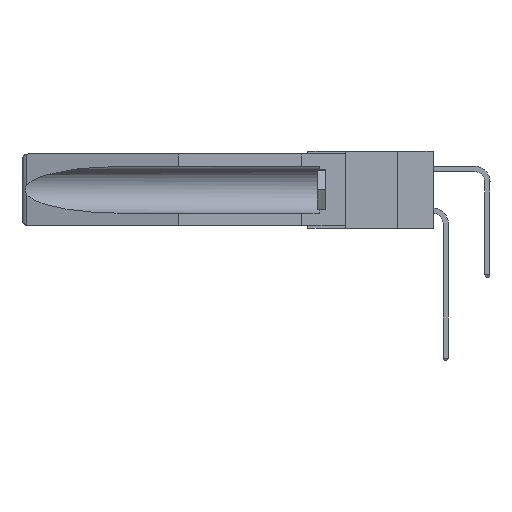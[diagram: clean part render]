
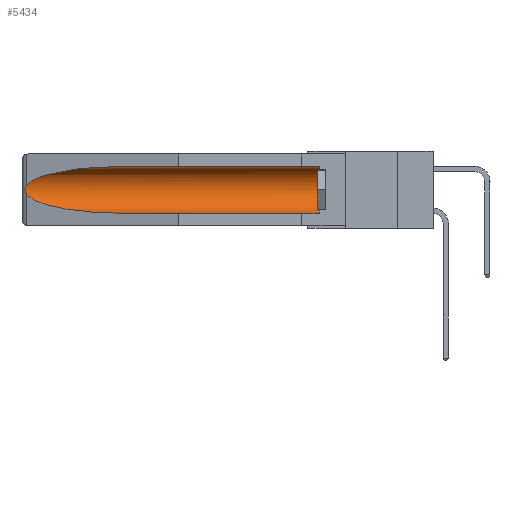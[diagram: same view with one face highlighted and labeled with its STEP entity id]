
A CAD part, left-side view. The second image highlights one B-rep face of the part: STEP entity #5434.
In plain terms, the highlighted cylindrical face has radius 2.857 mm (diameter 5.715 mm), a partial arc.
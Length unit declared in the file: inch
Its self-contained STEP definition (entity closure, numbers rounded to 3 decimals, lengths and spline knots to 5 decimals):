
#211 = CARTESIAN_POINT ( 'NONE',  ( 0.26597, 1.5296, -0.19026 ) ) ;
#298 = CARTESIAN_POINT ( 'NONE',  ( 0.26537, 1.52718, -0.14972 ) ) ;
#391 = CARTESIAN_POINT ( 'NONE',  ( 0.2675, 1.53308, -0.17534 ) ) ;
#731 = EDGE_CURVE ( 'NONE', #21084, #9660, #8519, .T. ) ;
#1082 = CARTESIAN_POINT ( 'NONE',  ( 0.155, 1.07973, -0.059 ) ) ;
#1672 = EDGE_CURVE ( 'NONE', #10520, #18078, #22275, .T. ) ;
#1885 = AXIS2_PLACEMENT_3D ( 'NONE', #15391, #19663, #7099 ) ;
#1904 = DIRECTION ( 'NONE',  ( 0., -1., 0. ) ) ;
#2083 = CARTESIAN_POINT ( 'NONE',  ( 0.155, 1.07973, -0.284 ) ) ;
#2544 = CARTESIAN_POINT ( 'NONE',  ( 0.26654, 1.53092, -0.15636 ) ) ;
#2841 = EDGE_CURVE ( 'NONE', #23559, #21084, #21165, .T. ) ;
#3746 = DIRECTION ( 'NONE',  ( 0., 1., 0. ) ) ;
#3887 = ORIENTED_EDGE ( 'NONE', *, *, #731, .T. ) ;
#5434 = ADVANCED_FACE ( 'NONE', ( #10599 ), #25092, .F. ) ;
#6265 = ORIENTED_EDGE ( 'NONE', *, *, #22571, .T. ) ;
#6484 = CARTESIAN_POINT ( 'NONE',  ( 0.25451, 1.48313, -0.24835 ) ) ;
#7099 = DIRECTION ( 'NONE',  ( 0., 0., 1. ) ) ;
#7429 = VERTEX_POINT ( 'NONE', #10835 ) ;
#8519 =( BOUNDED_CURVE ( )  B_SPLINE_CURVE ( 3, ( #21610, #15206, #13064, #25755 ),
 .UNSPECIFIED., .F., .F. ) 
 B_SPLINE_CURVE_WITH_KNOTS ( ( 4, 4 ),
 ( 4.71239, 6.08839 ),
 .UNSPECIFIED. ) 
 CURVE ( )  GEOMETRIC_REPRESENTATION_ITEM ( )  RATIONAL_B_SPLINE_CURVE ( ( 1., 0.848, 0.848, 1. ) ) 
 REPRESENTATION_ITEM ( '' )  );
#8761 = CARTESIAN_POINT ( 'NONE',  ( 0.26655, 1.53094, -0.18657 ) ) ;
#8805 = CARTESIAN_POINT ( 'NONE',  ( 0.21114, 1.30732, -0.284 ) ) ;
#9206 = ORIENTED_EDGE ( 'NONE', *, *, #23225, .F. ) ;
#9658 = VECTOR ( 'NONE', #3746, 39.37008 ) ;
#9660 = VERTEX_POINT ( 'NONE', #17036 ) ;
#10520 = VERTEX_POINT ( 'NONE', #16519 ) ;
#10599 = FACE_OUTER_BOUND ( 'NONE', #27257, .T. ) ;
#10835 = CARTESIAN_POINT ( 'NONE',  ( 0.155, 0.126, -0.284 ) ) ;
#11710 = CARTESIAN_POINT ( 'NONE',  ( 0.155, -0.30754, -0.284 ) ) ;
#11747 = EDGE_CURVE ( 'NONE', #9660, #10520, #16034, .T. ) ;
#12287 = CARTESIAN_POINT ( 'NONE',  ( 0.155, -0.30754, -0.059 ) ) ;
#13064 = CARTESIAN_POINT ( 'NONE',  ( 0.25451, 1.48313, -0.09465 ) ) ;
#13684 = ORIENTED_EDGE ( 'NONE', *, *, #11747, .T. ) ;
#13833 = DIRECTION ( 'NONE',  ( 0., 1., 0. ) ) ;
#14335 = AXIS2_PLACEMENT_3D ( 'NONE', #14366, #1904, #20661 ) ;
#14366 = CARTESIAN_POINT ( 'NONE',  ( 0.155, 0.126, -0.1715 ) ) ;
#15206 = CARTESIAN_POINT ( 'NONE',  ( 0.21114, 1.30732, -0.059 ) ) ;
#15391 = CARTESIAN_POINT ( 'NONE',  ( 0.155, -0.30754, -0.1715 ) ) ;
#16034 = B_SPLINE_CURVE_WITH_KNOTS ( 'NONE', 3,
 ( #298, #19389, #2544, #23528, #23163, #391, #17311, #8761, #211, #17222 ),
 .UNSPECIFIED., .F., .F.,
 ( 4, 2, 2, 2, 4 ),
 ( 0., 0.00029, 0.00058, 0.00087, 0.00117 ),
 .UNSPECIFIED. ) ;
#16363 = CIRCLE ( 'NONE', #14335, 0.1125 ) ;
#16519 = CARTESIAN_POINT ( 'NONE',  ( 0.26537, 1.52718, -0.19328 ) ) ;
#17010 = ORIENTED_EDGE ( 'NONE', *, *, #2841, .T. ) ;
#17036 = CARTESIAN_POINT ( 'NONE',  ( 0.26537, 1.52718, -0.14972 ) ) ;
#17222 = CARTESIAN_POINT ( 'NONE',  ( 0.26537, 1.52718, -0.19328 ) ) ;
#17311 = CARTESIAN_POINT ( 'NONE',  ( 0.2673, 1.53269, -0.17917 ) ) ;
#18078 = VERTEX_POINT ( 'NONE', #2083 ) ;
#19269 = ORIENTED_EDGE ( 'NONE', *, *, #1672, .T. ) ;
#19389 = CARTESIAN_POINT ( 'NONE',  ( 0.26597, 1.52961, -0.15275 ) ) ;
#19663 = DIRECTION ( 'NONE',  ( 0., 1., 0. ) ) ;
#20029 = CARTESIAN_POINT ( 'NONE',  ( 0.155, 0.126, -0.059 ) ) ;
#20661 = DIRECTION ( 'NONE',  ( 0., 0., 1. ) ) ;
#21084 = VERTEX_POINT ( 'NONE', #1082 ) ;
#21165 = LINE ( 'NONE', #12287, #9658 ) ;
#21610 = CARTESIAN_POINT ( 'NONE',  ( 0.155, 1.07973, -0.059 ) ) ;
#22275 =( BOUNDED_CURVE ( )  B_SPLINE_CURVE ( 3, ( #25331, #6484, #8805, #23120 ),
 .UNSPECIFIED., .F., .F. ) 
 B_SPLINE_CURVE_WITH_KNOTS ( ( 4, 4 ),
 ( 0.1948, 1.5708 ),
 .UNSPECIFIED. ) 
 CURVE ( )  GEOMETRIC_REPRESENTATION_ITEM ( )  RATIONAL_B_SPLINE_CURVE ( ( 1., 0.848, 0.848, 1. ) ) 
 REPRESENTATION_ITEM ( '' )  );
#22569 = LINE ( 'NONE', #11710, #26185 ) ;
#22571 = EDGE_CURVE ( 'NONE', #7429, #23559, #16363, .T. ) ;
#23120 = CARTESIAN_POINT ( 'NONE',  ( 0.155, 1.07973, -0.284 ) ) ;
#23163 = CARTESIAN_POINT ( 'NONE',  ( 0.2675, 1.53308, -0.16763 ) ) ;
#23225 = EDGE_CURVE ( 'NONE', #7429, #18078, #22569, .T. ) ;
#23528 = CARTESIAN_POINT ( 'NONE',  ( 0.2673, 1.5327, -0.16383 ) ) ;
#23559 = VERTEX_POINT ( 'NONE', #20029 ) ;
#25092 = CYLINDRICAL_SURFACE ( 'NONE', #1885, 0.1125 ) ;
#25331 = CARTESIAN_POINT ( 'NONE',  ( 0.26537, 1.52718, -0.19328 ) ) ;
#25755 = CARTESIAN_POINT ( 'NONE',  ( 0.26537, 1.52718, -0.14972 ) ) ;
#26185 = VECTOR ( 'NONE', #13833, 39.37008 ) ;
#27257 = EDGE_LOOP ( 'NONE', ( #3887, #13684, #19269, #9206, #6265, #17010 ) ) ;
